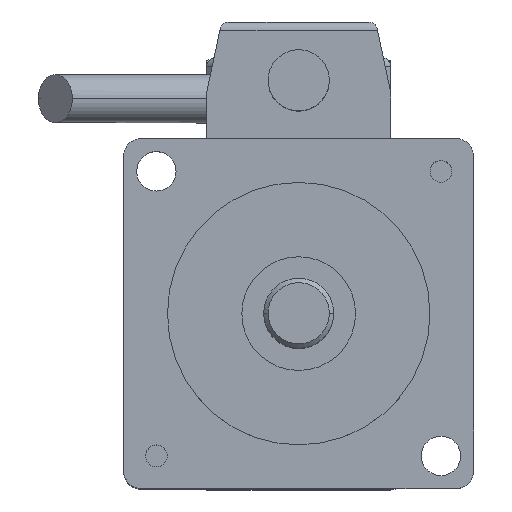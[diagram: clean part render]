
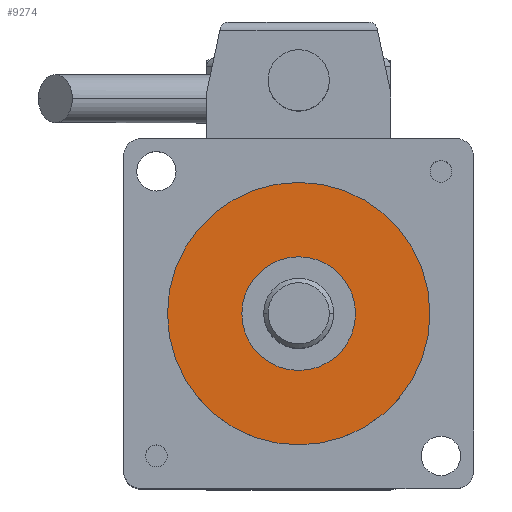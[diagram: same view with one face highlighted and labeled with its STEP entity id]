
A CAD part, top view. The second image highlights one B-rep face of the part: STEP entity #9274.
In plain terms, the highlighted planar face has unit normal (0, 0, 1).
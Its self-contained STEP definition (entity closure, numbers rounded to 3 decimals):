
#202 = DIRECTION ( 'NONE',  ( 0., 0., 1. ) ) ;
#405 = DIRECTION ( 'NONE',  ( 1., 0., 0. ) ) ;
#557 = ORIENTED_EDGE ( 'NONE', *, *, #3873, .T. ) ;
#743 = CARTESIAN_POINT ( 'NONE',  ( -6.5, 0., 28.75 ) ) ;
#762 = EDGE_LOOP ( 'NONE', ( #3799, #1481 ) ) ;
#1213 = DIRECTION ( 'NONE',  ( 0., 0., 1. ) ) ;
#1481 = ORIENTED_EDGE ( 'NONE', *, *, #5598, .F. ) ;
#1503 = CARTESIAN_POINT ( 'NONE',  ( -15., 0., 28.75 ) ) ;
#1662 = FACE_OUTER_BOUND ( 'NONE', #4498, .T. ) ;
#1701 = CARTESIAN_POINT ( 'NONE',  ( 0., 0., 28.75 ) ) ;
#1939 = PLANE ( 'NONE',  #5392 ) ;
#2286 = DIRECTION ( 'NONE',  ( 0., 0., 1. ) ) ;
#2449 = DIRECTION ( 'NONE',  ( 1., 0., 0. ) ) ;
#2618 = AXIS2_PLACEMENT_3D ( 'NONE', #4664, #202, #5416 ) ;
#2865 = CIRCLE ( 'NONE', #4985, 6.5 ) ;
#2977 = CIRCLE ( 'NONE', #2618, 15. ) ;
#3799 = ORIENTED_EDGE ( 'NONE', *, *, #7110, .F. ) ;
#3873 = EDGE_CURVE ( 'NONE', #7567, #7785, #7532, .T. ) ;
#3874 = FACE_BOUND ( 'NONE', #762, .T. ) ;
#4498 = EDGE_LOOP ( 'NONE', ( #4777, #557 ) ) ;
#4664 = CARTESIAN_POINT ( 'NONE',  ( 0., 0., 28.75 ) ) ;
#4777 = ORIENTED_EDGE ( 'NONE', *, *, #6020, .T. ) ;
#4872 = DIRECTION ( 'NONE',  ( 0., 0., 1. ) ) ;
#4985 = AXIS2_PLACEMENT_3D ( 'NONE', #9224, #4872, #405 ) ;
#5392 = AXIS2_PLACEMENT_3D ( 'NONE', #9281, #1213, #6384 ) ;
#5416 = DIRECTION ( 'NONE',  ( 1., 0., 0. ) ) ;
#5598 = EDGE_CURVE ( 'NONE', #7800, #7903, #2865, .T. ) ;
#6020 = EDGE_CURVE ( 'NONE', #7785, #7567, #2977, .T. ) ;
#6082 = AXIS2_PLACEMENT_3D ( 'NONE', #1701, #6851, #2449 ) ;
#6329 = CARTESIAN_POINT ( 'NONE',  ( 15., 0., 28.75 ) ) ;
#6384 = DIRECTION ( 'NONE',  ( 1., 0., 0. ) ) ;
#6693 = CARTESIAN_POINT ( 'NONE',  ( 0., 0., 28.75 ) ) ;
#6851 = DIRECTION ( 'NONE',  ( 0., 0., 1. ) ) ;
#7068 = CIRCLE ( 'NONE', #6082, 6.5 ) ;
#7102 = AXIS2_PLACEMENT_3D ( 'NONE', #6693, #2286, #7444 ) ;
#7110 = EDGE_CURVE ( 'NONE', #7903, #7800, #7068, .T. ) ;
#7444 = DIRECTION ( 'NONE',  ( 1., 0., 0. ) ) ;
#7532 = CIRCLE ( 'NONE', #7102, 15. ) ;
#7567 = VERTEX_POINT ( 'NONE', #6329 ) ;
#7785 = VERTEX_POINT ( 'NONE', #1503 ) ;
#7800 = VERTEX_POINT ( 'NONE', #743 ) ;
#7903 = VERTEX_POINT ( 'NONE', #8986 ) ;
#8986 = CARTESIAN_POINT ( 'NONE',  ( 6.5, 0., 28.75 ) ) ;
#9224 = CARTESIAN_POINT ( 'NONE',  ( 0., 0., 28.75 ) ) ;
#9274 = ADVANCED_FACE ( 'NONE', ( #3874, #1662 ), #1939, .T. ) ;
#9281 = CARTESIAN_POINT ( 'NONE',  ( 0., 0., 28.75 ) ) ;
